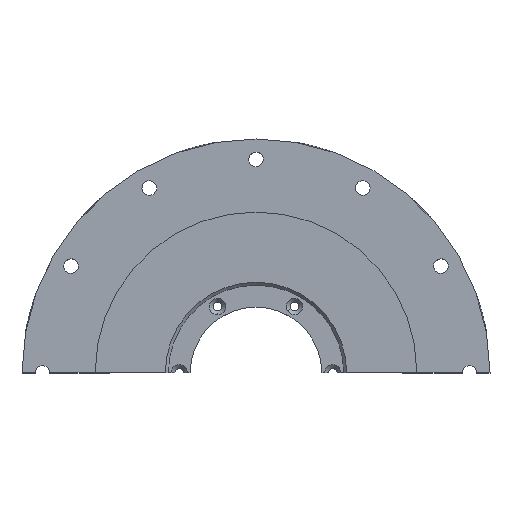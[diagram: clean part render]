
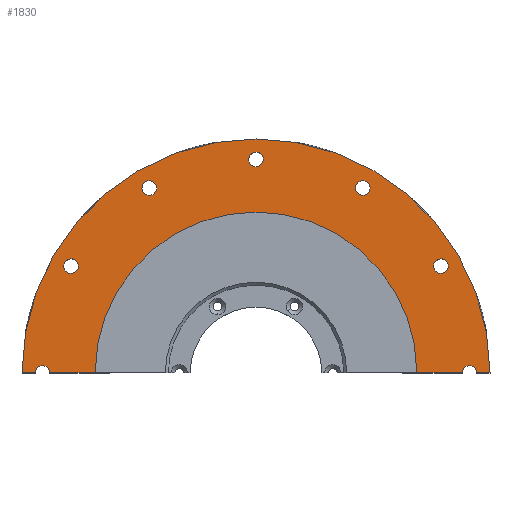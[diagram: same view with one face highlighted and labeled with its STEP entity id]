
A CAD part, top view. The second image highlights one B-rep face of the part: STEP entity #1830.
In plain terms, the highlighted planar face has unit normal (0, 0, 1).
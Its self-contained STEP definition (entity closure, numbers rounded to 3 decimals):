
#120=CARTESIAN_POINT('',(-141.,0.,-15.5));
#130=VERTEX_POINT('',#120);
#290=CARTESIAN_POINT('',(-151.,0.,-15.5));
#300=VERTEX_POINT('',#290);
#330=CARTESIAN_POINT('',(-146.,0.,-15.5));
#340=DIRECTION('',(0.,0.,-1.));
#350=DIRECTION('',(-1.,0.,0.));
#360=AXIS2_PLACEMENT_3D('',#330,#340,#350);
#370=CIRCLE('',#360,5.);
#380=EDGE_CURVE('',#300,#130,#370,.T.);
#430=CARTESIAN_POINT('',(-110.,0.,-15.5));
#440=DIRECTION('',(0.,0.,-1.));
#450=DIRECTION('',(1.,0.,0.));
#460=AXIS2_PLACEMENT_3D('',#430,#440,#450);
#470=PLANE('',#460);
#480=CARTESIAN_POINT('',(-151.,0.,-15.5));
#490=DIRECTION('',(-1.,0.,0.));
#500=VECTOR('',#490,1.);
#510=LINE('',#480,#500);
#520=CARTESIAN_POINT('',(-160.,0.,-15.5));
#530=VERTEX_POINT('',#520);
#540=EDGE_CURVE('',#300,#530,#510,.T.);
#550=ORIENTED_EDGE('',*,*,#540,.F.);
#560=CARTESIAN_POINT('',(0.,0.,-15.5));
#570=DIRECTION('',(0.,0.,1.));
#580=DIRECTION('',(1.,0.,0.));
#590=AXIS2_PLACEMENT_3D('',#560,#570,#580);
#600=CIRCLE('',#590,160.);
#610=CARTESIAN_POINT('',(160.,0.,-15.5));
#620=VERTEX_POINT('',#610);
#630=EDGE_CURVE('',#620,#530,#600,.T.);
#640=ORIENTED_EDGE('',*,*,#630,.T.);
#650=CARTESIAN_POINT('',(151.,0.,-15.5));
#660=DIRECTION('',(1.,0.,0.));
#670=VECTOR('',#660,1.);
#680=LINE('',#650,#670);
#690=CARTESIAN_POINT('',(151.,0.,-15.5));
#700=VERTEX_POINT('',#690);
#710=EDGE_CURVE('',#700,#620,#680,.T.);
#720=ORIENTED_EDGE('',*,*,#710,.T.);
#730=CARTESIAN_POINT('',(146.,0.,-15.5));
#740=DIRECTION('',(-0.,0.,-1.));
#750=DIRECTION('',(-1.,0.,0.));
#760=AXIS2_PLACEMENT_3D('',#730,#740,#750);
#770=CIRCLE('',#760,5.);
#780=CARTESIAN_POINT('',(141.,0.,-15.5));
#790=VERTEX_POINT('',#780);
#800=EDGE_CURVE('',#790,#700,#770,.T.);
#810=ORIENTED_EDGE('',*,*,#800,.T.);
#820=CARTESIAN_POINT('',(110.,0.,-15.5));
#830=DIRECTION('',(1.,0.,0.));
#840=VECTOR('',#830,1.);
#850=LINE('',#820,#840);
#860=CARTESIAN_POINT('',(110.,0.,-15.5));
#870=VERTEX_POINT('',#860);
#880=EDGE_CURVE('',#870,#790,#850,.T.);
#890=ORIENTED_EDGE('',*,*,#880,.T.);
#900=CARTESIAN_POINT('',(0.,0.,-15.5));
#910=DIRECTION('',(0.,0.,-1.));
#920=DIRECTION('',(-1.,0.,0.));
#930=AXIS2_PLACEMENT_3D('',#900,#910,#920);
#940=CIRCLE('',#930,110.);
#950=CARTESIAN_POINT('',(-110.,0.,-15.5));
#960=VERTEX_POINT('',#950);
#970=EDGE_CURVE('',#960,#870,#940,.T.);
#980=ORIENTED_EDGE('',*,*,#970,.T.);
#990=CARTESIAN_POINT('',(-110.,0.,-15.5));
#1000=DIRECTION('',(-1.,0.,0.));
#1010=VECTOR('',#1000,1.);
#1020=LINE('',#990,#1010);
#1030=EDGE_CURVE('',#960,#130,#1020,.T.);
#1040=ORIENTED_EDGE('',*,*,#1030,.F.);
#1050=ORIENTED_EDGE('',*,*,#380,.T.);
#1060=EDGE_LOOP('',(#1050,#1040,#980,#890,#810,#720,#640,#550));
#1070=FACE_OUTER_BOUND('',#1060,.T.);
#1080=CARTESIAN_POINT('',(126.44,73.,-15.5));
#1090=DIRECTION('',(0.,0.,1.));
#1100=DIRECTION('',(-1.,0.001,0.));
#1110=AXIS2_PLACEMENT_3D('',#1080,#1090,#1100);
#1120=CIRCLE('',#1110,5.);
#1130=CARTESIAN_POINT('',(131.438,73.118,-15.5));
#1140=VERTEX_POINT('',#1130);
#1150=CARTESIAN_POINT('',(121.441,72.882,-15.5));
#1160=VERTEX_POINT('',#1150);
#1170=EDGE_CURVE('',#1140,#1160,#1120,.T.);
#1180=ORIENTED_EDGE('',*,*,#1170,.F.);
#1190=EDGE_CURVE('',#1160,#1140,#1120,.T.);
#1200=ORIENTED_EDGE('',*,*,#1190,.F.);
#1210=EDGE_LOOP('',(#1200,#1180));
#1220=FACE_BOUND('',#1210,.T.);
#1230=CARTESIAN_POINT('',(73.,126.44,-15.5));
#1240=DIRECTION('',(-0.,0.,-1.));
#1250=DIRECTION('',(-0.854,-0.52,0.));
#1260=AXIS2_PLACEMENT_3D('',#1230,#1240,#1250);
#1270=CIRCLE('',#1260,5.);
#1280=CARTESIAN_POINT('',(68.73,123.838,-15.5));
#1290=VERTEX_POINT('',#1280);
#1300=CARTESIAN_POINT('',(77.27,129.041,-15.5));
#1310=VERTEX_POINT('',#1300);
#1320=EDGE_CURVE('',#1290,#1310,#1270,.T.);
#1330=ORIENTED_EDGE('',*,*,#1320,.T.);
#1340=EDGE_CURVE('',#1310,#1290,#1270,.T.);
#1350=ORIENTED_EDGE('',*,*,#1340,.T.);
#1360=EDGE_LOOP('',(#1350,#1330));
#1370=FACE_BOUND('',#1360,.T.);
#1380=CARTESIAN_POINT('',(0.,146.,-15.5));
#1390=DIRECTION('',(-0.,0.,-1.));
#1400=DIRECTION('',(-0.479,-0.878,0.));
#1410=AXIS2_PLACEMENT_3D('',#1380,#1390,#1400);
#1420=CIRCLE('',#1410,5.);
#1430=CARTESIAN_POINT('',(2.397,150.388,-15.5));
#1440=VERTEX_POINT('',#1430);
#1450=CARTESIAN_POINT('',(-2.397,141.612,-15.5));
#1460=VERTEX_POINT('',#1450);
#1470=EDGE_CURVE('',#1440,#1460,#1420,.T.);
#1480=ORIENTED_EDGE('',*,*,#1470,.T.);
#1490=EDGE_CURVE('',#1460,#1440,#1420,.T.);
#1500=ORIENTED_EDGE('',*,*,#1490,.T.);
#1510=EDGE_LOOP('',(#1500,#1480));
#1520=FACE_BOUND('',#1510,.T.);
#1530=CARTESIAN_POINT('',(-73.,126.44,-15.5));
#1540=DIRECTION('',(0.,0.,-1.));
#1550=DIRECTION('',(0.024,-1.,0.));
#1560=AXIS2_PLACEMENT_3D('',#1530,#1540,#1550);
#1570=CIRCLE('',#1560,5.);
#1580=CARTESIAN_POINT('',(-73.118,131.438,-15.5));
#1590=VERTEX_POINT('',#1580);
#1600=CARTESIAN_POINT('',(-72.882,121.441,-15.5));
#1610=VERTEX_POINT('',#1600);
#1620=EDGE_CURVE('',#1590,#1610,#1570,.T.);
#1630=ORIENTED_EDGE('',*,*,#1620,.T.);
#1640=EDGE_CURVE('',#1610,#1590,#1570,.T.);
#1650=ORIENTED_EDGE('',*,*,#1640,.T.);
#1660=EDGE_LOOP('',(#1650,#1630));
#1670=FACE_BOUND('',#1660,.T.);
#1680=CARTESIAN_POINT('',(-126.44,73.,-15.5));
#1690=DIRECTION('',(0.,0.,-1.));
#1700=DIRECTION('',(0.52,-0.854,0.));
#1710=AXIS2_PLACEMENT_3D('',#1680,#1690,#1700);
#1720=CIRCLE('',#1710,5.);
#1730=CARTESIAN_POINT('',(-129.041,77.27,-15.5));
#1740=VERTEX_POINT('',#1730);
#1750=CARTESIAN_POINT('',(-123.838,68.73,-15.5));
#1760=VERTEX_POINT('',#1750);
#1770=EDGE_CURVE('',#1740,#1760,#1720,.T.);
#1780=ORIENTED_EDGE('',*,*,#1770,.T.);
#1790=EDGE_CURVE('',#1760,#1740,#1720,.T.);
#1800=ORIENTED_EDGE('',*,*,#1790,.T.);
#1810=EDGE_LOOP('',(#1800,#1780));
#1820=FACE_BOUND('',#1810,.T.);
#1830=ADVANCED_FACE('',(#1070,#1220,#1370,#1520,#1670,#1820),#470,.F.);
